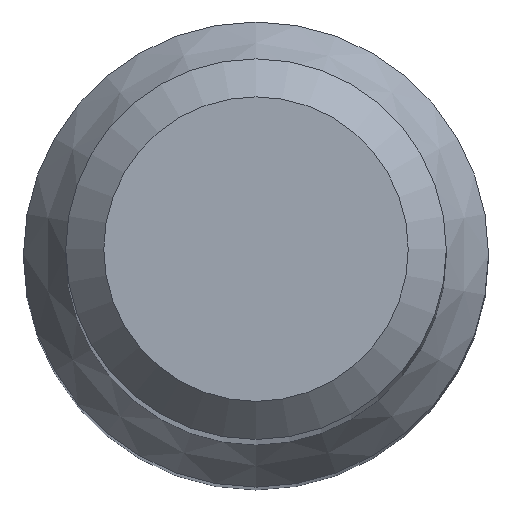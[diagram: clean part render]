
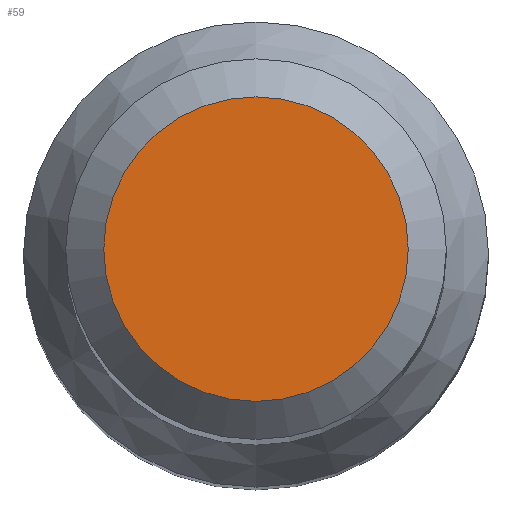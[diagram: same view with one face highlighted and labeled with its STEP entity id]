
A CAD part, top view. The second image highlights one B-rep face of the part: STEP entity #59.
In plain terms, the highlighted planar face has unit normal (0, 0, 1).
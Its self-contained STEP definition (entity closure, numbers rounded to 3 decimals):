
#25 = DIRECTION ( 'NONE',  ( 0., 0., -1. ) ) ;
#29 = DIRECTION ( 'NONE',  ( 0., 1., 0. ) ) ;
#45 = CARTESIAN_POINT ( 'NONE',  ( 0., 0., 63. ) ) ;
#58 = CIRCLE ( 'NONE', #163, 2. ) ;
#59 = ADVANCED_FACE ( 'NONE', ( #178 ), #113, .F. ) ;
#73 = CARTESIAN_POINT ( 'NONE',  ( 0., 2., 63. ) ) ;
#93 = VERTEX_POINT ( 'NONE', #73 ) ;
#100 = EDGE_CURVE ( 'NONE', #93, #93, #58, .T. ) ;
#113 = PLANE ( 'NONE',  #114 ) ;
#114 = AXIS2_PLACEMENT_3D ( 'NONE', #161, #25, #132 ) ;
#131 = DIRECTION ( 'NONE',  ( 0., 0., -1. ) ) ;
#132 = DIRECTION ( 'NONE',  ( 0., 1., 0. ) ) ;
#161 = CARTESIAN_POINT ( 'NONE',  ( 0., 0., 63. ) ) ;
#163 = AXIS2_PLACEMENT_3D ( 'NONE', #45, #131, #29 ) ;
#178 = FACE_OUTER_BOUND ( 'NONE', #214, .T. ) ;
#198 = ORIENTED_EDGE ( 'NONE', *, *, #100, .F. ) ;
#214 = EDGE_LOOP ( 'NONE', ( #198 ) ) ;
